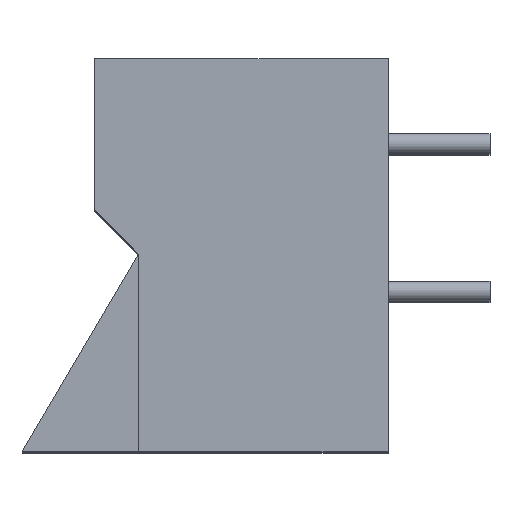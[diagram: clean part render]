
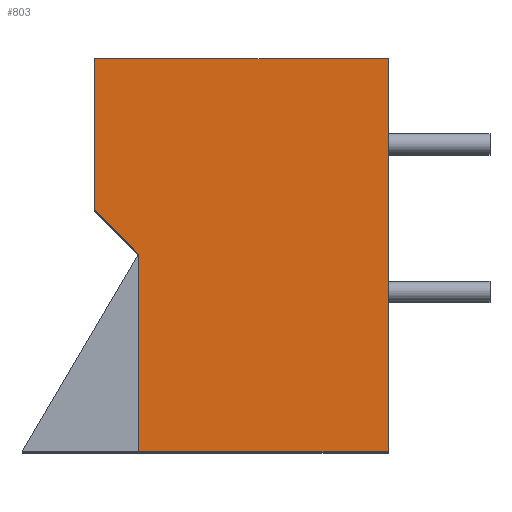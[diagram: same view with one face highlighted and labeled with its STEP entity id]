
A CAD part, top view. The second image highlights one B-rep face of the part: STEP entity #803.
In plain terms, the highlighted planar face has unit normal (0, 0, 1).
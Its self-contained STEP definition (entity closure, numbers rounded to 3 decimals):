
#803=ADVANCED_FACE('',(#1156),#1158,.T.);
#1156=FACE_BOUND('',#1157,.T.);
#1157=EDGE_LOOP('',(#1364,#1365,#1366,#1367,#1368,#1369));
#1158=PLANE('',#1159);
#1159=AXIS2_PLACEMENT_3D('',#1160,#1161,#1162);
#1160=CARTESIAN_POINT('',(0.,0.,0.));
#1161=DIRECTION('',(0.,0.,1.));
#1162=DIRECTION('',(1.,0.,0.));
#1364=ORIENTED_EDGE('',*,*,#1463,.T.);
#1365=ORIENTED_EDGE('',*,*,#1467,.T.);
#1366=ORIENTED_EDGE('',*,*,#1470,.T.);
#1367=ORIENTED_EDGE('',*,*,#1473,.T.);
#1368=ORIENTED_EDGE('',*,*,#1476,.T.);
#1369=ORIENTED_EDGE('',*,*,#1478,.T.);
#1463=EDGE_CURVE('',#1630,#1628,#1631,.T.);
#1467=EDGE_CURVE('',#1628,#1635,#1637,.T.);
#1470=EDGE_CURVE('',#1635,#1640,#1642,.T.);
#1473=EDGE_CURVE('',#1640,#1645,#1647,.T.);
#1476=EDGE_CURVE('',#1645,#1650,#1652,.T.);
#1478=EDGE_CURVE('',#1650,#1630,#1654,.T.);
#1628=VERTEX_POINT('',#1993);
#1630=VERTEX_POINT('',#1997);
#1631=LINE('',#1998,#1999);
#1635=VERTEX_POINT('',#2008);
#1637=LINE('',#2012,#2013);
#1640=VERTEX_POINT('',#2019);
#1642=LINE('',#2023,#2024);
#1645=VERTEX_POINT('',#2030);
#1647=LINE('',#2034,#2035);
#1650=VERTEX_POINT('',#2041);
#1652=LINE('',#2045,#2046);
#1654=LINE('',#2051,#2052);
#1993=CARTESIAN_POINT('',(10.1,0.,0.));
#1997=CARTESIAN_POINT('',(10.1,-13.513,0.));
#1998=CARTESIAN_POINT('',(10.1,-13.513,0.));
#1999=VECTOR('',#2000,1.);
#2000=DIRECTION('',(0.,1.,0.));
#2008=CARTESIAN_POINT('',(0.,0.,0.));
#2012=CARTESIAN_POINT('',(10.1,0.,0.));
#2013=VECTOR('',#2014,1.);
#2014=DIRECTION('',(-1.,0.,0.));
#2019=CARTESIAN_POINT('',(0.,-5.19,0.));
#2023=CARTESIAN_POINT('',(0.,0.,0.));
#2024=VECTOR('',#2025,1.);
#2025=DIRECTION('',(0.,-1.,0.));
#2030=CARTESIAN_POINT('',(1.5,-6.713,0.));
#2034=CARTESIAN_POINT('',(0.,-5.19,0.));
#2035=VECTOR('',#2036,1.);
#2036=DIRECTION('',(0.702,-0.712,0.));
#2041=CARTESIAN_POINT('',(1.5,-13.513,0.));
#2045=CARTESIAN_POINT('',(1.5,-6.713,0.));
#2046=VECTOR('',#2047,1.);
#2047=DIRECTION('',(0.,-1.,0.));
#2051=CARTESIAN_POINT('',(1.5,-13.513,0.));
#2052=VECTOR('',#2053,1.);
#2053=DIRECTION('',(1.,0.,0.));
